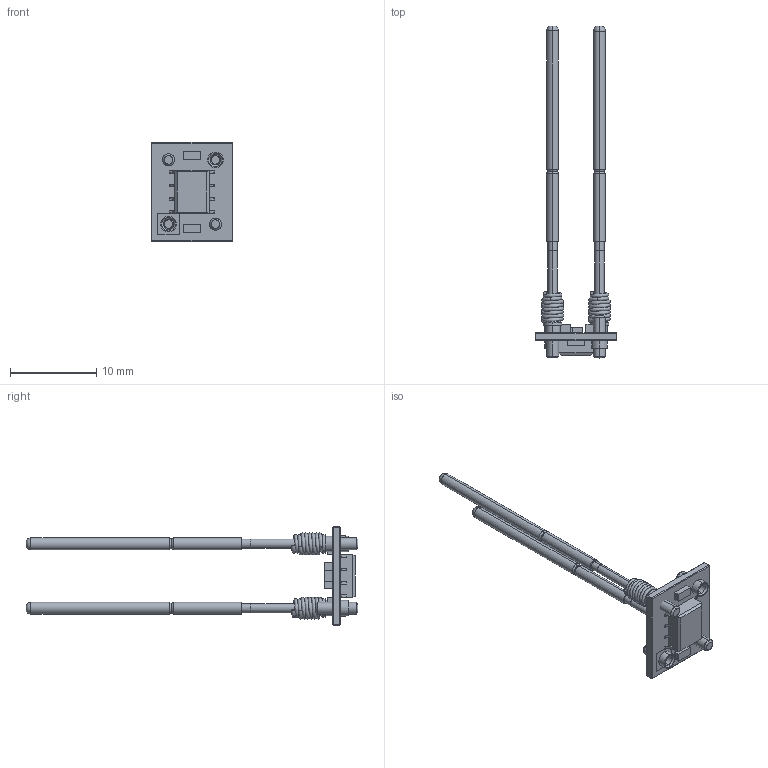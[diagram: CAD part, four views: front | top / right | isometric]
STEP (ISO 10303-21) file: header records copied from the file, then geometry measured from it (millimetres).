
FILE_DESCRIPTION (( 'STEP AP214' ), '1' );
FILE_NAME ('INGUN_14762.STEP', '2024-11-25T08:42:42', ( '' ), ( '' ), 'SwSTEP 2.0', 'SolidWorks 2023', '' );
FILE_SCHEMA (( 'AUTOMOTIVE_DESIGN' ));
Length unit declared in the file: millimetre
Products named in the file (4): INGUN_14762; Führungsbuchse_TestJet~0; GKS-925TJA1000-S__ADA~gks_S; TestJet_Electronic_Plate~1
Assembly tree (7 placements, depth 2):
  INGUN_14762
    TestJet_Electronic_Plate~1
    Führungsbuchse_TestJet~0  x4
    GKS-925TJA1000-S__ADA~gks_S  x2
Bounding box: 9.5 x 38.5 x 11.5 mm (x, y, z)
Volume: 269.6 mm3; surface area: 867.6 mm2
Topology: 9 solids, 9 shells, 459 faces, 1139 edges, 730 vertices
Faces by surface type: plane 209, bspline 120, cylinder 94, cone 20, torus 16
Entity records: 18756 total; most frequent: CARTESIAN_POINT 10656, ORIENTED_EDGE 1844, DIRECTION 1266, EDGE_CURVE 922, VERTEX_POINT 596, VECTOR 562, LINE 562, EDGE_LOOP 410
